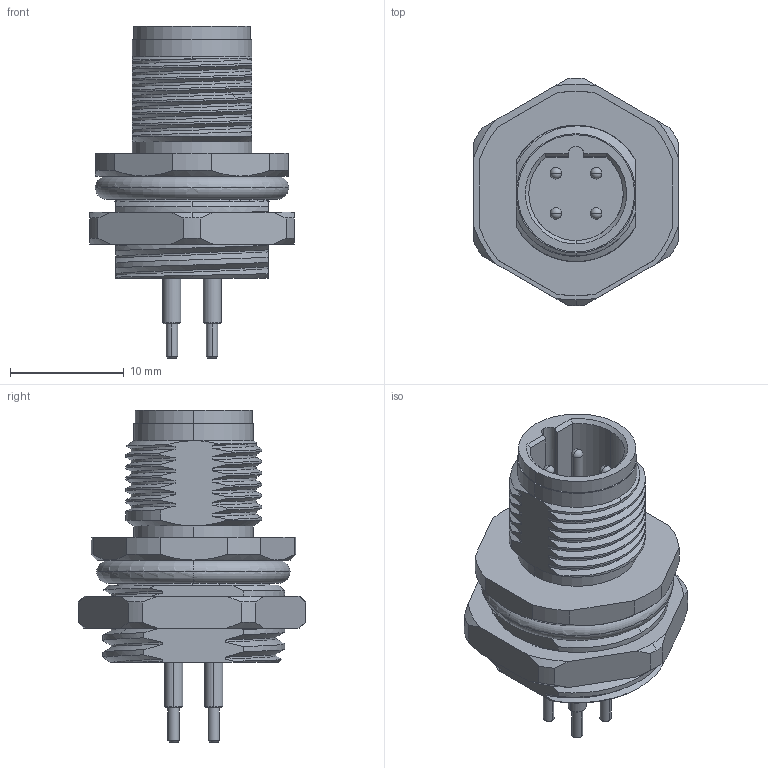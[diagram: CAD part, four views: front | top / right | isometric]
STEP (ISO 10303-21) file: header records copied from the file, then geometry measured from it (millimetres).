
FILE_DESCRIPTION (( 'STEP AP214' ), '1' );
FILE_NAME ('FCR3M12-SB04PSD0-00.STEP', '2024-05-15T02:38:14', ( '' ), ( '' ), 'SwSTEP 2.0', 'SolidWorks 2021', '' );
FILE_SCHEMA (( 'AUTOMOTIVE_DESIGN' ));
Length unit declared in the file: millimetre
Products named in the file (1): FCR3M12-SB04PSD0-00
Bounding box: 18 x 20 x 29.2 mm (x, y, z)
Volume: 3034.9 mm3; surface area: 3322.1 mm2
Topology: 1 solids, 2 shells, 276 faces, 777 edges, 503 vertices
Faces by surface type: bspline 79, cylinder 78, cone 58, plane 45, torus 8, sphere 8
Entity records: 28094 total; most frequent: CARTESIAN_POINT 21773, ORIENTED_EDGE 1522, DIRECTION 1066, EDGE_CURVE 761, VERTEX_POINT 495, AXIS2_PLACEMENT_3D 411, EDGE_LOOP 296, FACE_OUTER_BOUND 276
